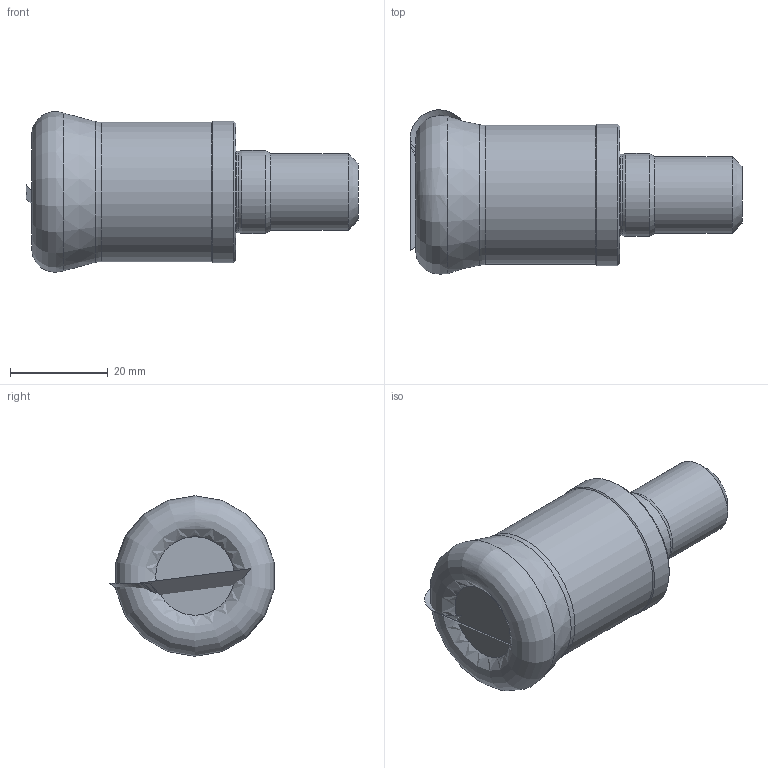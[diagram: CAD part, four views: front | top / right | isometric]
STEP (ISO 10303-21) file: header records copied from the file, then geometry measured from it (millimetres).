
FILE_DESCRIPTION(/* description */ (''),/* implementation_level */ '2;1');
FILE_NAME(/* name */ 'AEMR-RD12T3-D35-M16-L43-Z03-H.stp',/* time_stamp */ '2023-10-21T11:25:21+03:00',/* author */ (''),/* organization */ (''),/* preprocessor_version */ 'ST-DEVELOPER v19.4',/* originating_system */ 'SIEMENS PLM Software NX2306.5001',/* authorisation */ '');
FILE_SCHEMA (('AUTOMOTIVE_DESIGN { 1 0 10303 214 3 1 1 1 }'));
Length unit declared in the file: millimetre
Products named in the file (1): AEMR-RD12T3-D35-M16-L43-Z03-H-LIGHT_x_t_objects
Bounding box: 68 x 33.63 x 32.91 mm (x, y, z)
Volume: 32793.1 mm3; surface area: 9147.1 mm2
Topology: 1 solids, 2 shells, 20 faces, 38 edges, 23 vertices
Faces by surface type: cone 7, cylinder 5, plane 3, bspline 2, torus 2, revolution 1
Full cylindrical faces by diameter (mm): 15.75 x1, 16.6 x1, 17 x1, 28.5 x1, 29 x1
Entity records: 528 total; most frequent: CARTESIAN_POINT 172, DIRECTION 73, EDGE_LOOP 36, ORIENTED_EDGE 36, AXIS2_PLACEMENT_3D 36, FACE_BOUND 34, ADVANCED_FACE 19, VERTEX_POINT 18
